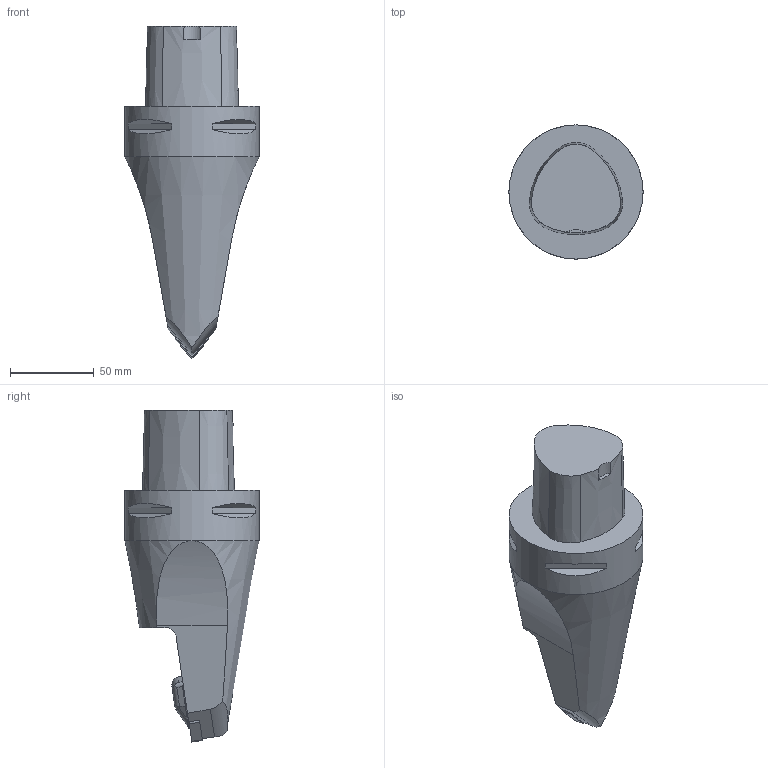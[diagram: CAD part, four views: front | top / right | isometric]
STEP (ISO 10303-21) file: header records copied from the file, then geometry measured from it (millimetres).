
FILE_DESCRIPTION(/* description */ (''),/* implementation_level */ '2;1');
FILE_NAME(/* name */ '1540190833760.stp',/* time_stamp */ '2018-10-22T12:17:41+06:00',/* author */ (''),/* organization */ ('SMS'),/* preprocessor_version */ 'ST-DEVELOPER v15',/* originating_system */ 'SIEMENS PLM Software NX 8.5',/* authorisation */ '');
FILE_SCHEMA (('AUTOMOTIVE_DESIGN { 1 0 10303 214 3 1 1 1 }'));
Length unit declared in the file: millimetre
Products named in the file (4): ASSEMBLY_CONSTRUCTION; IsoTurningInsert; 201763619mod000_00; 201763616mod000_00
Assembly tree (3 placements, depth 2):
  201763616mod000_00
    201763619mod000_00
    IsoTurningInsert
    ASSEMBLY_CONSTRUCTION
Bounding box: 80 x 80 x 198 mm (x, y, z)
Volume: 515578.8 mm3; surface area: 43001.2 mm2
Topology: 2 solids, 2 shells, 85 faces, 224 edges, 155 vertices
Faces by surface type: plane 50, cylinder 27, cone 8
Full cylindrical faces by diameter (mm): 6.35 x2, 80 x1
Entity records: 2948 total; most frequent: CARTESIAN_POINT 634, DIRECTION 467, ORIENTED_EDGE 444, EDGE_CURVE 222, AXIS2_PLACEMENT_3D 170, VERTEX_POINT 150, LINE 127, VECTOR 127
